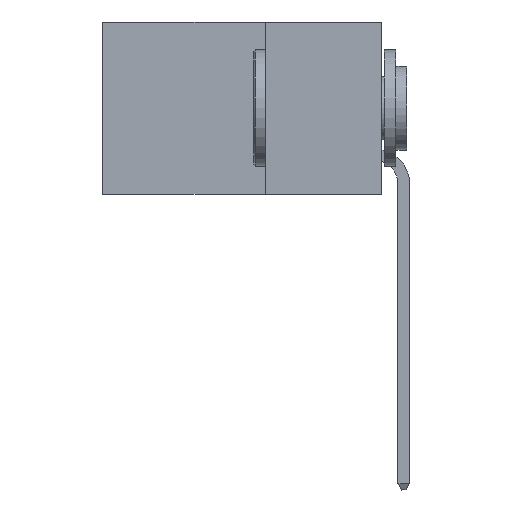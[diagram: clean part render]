
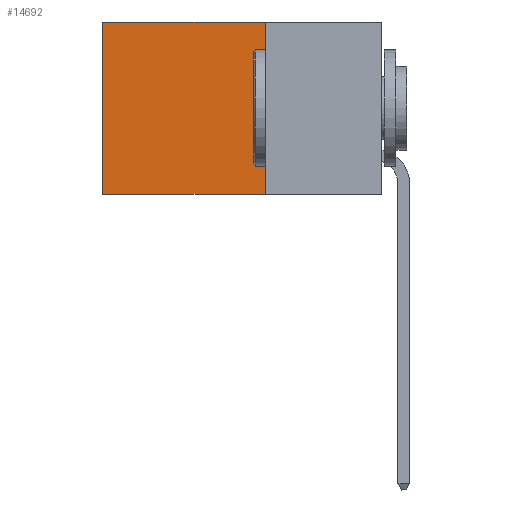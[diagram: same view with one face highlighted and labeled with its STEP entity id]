
A CAD part, left-side view. The second image highlights one B-rep face of the part: STEP entity #14692.
In plain terms, the highlighted planar face has unit normal (-1, 0, 0).
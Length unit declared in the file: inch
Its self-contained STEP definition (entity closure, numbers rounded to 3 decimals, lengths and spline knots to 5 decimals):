
#232 = LINE ( 'NONE', #14543, #3111 ) ;
#1556 = VECTOR ( 'NONE', #16928, 39.37008 ) ;
#2476 = CARTESIAN_POINT ( 'NONE',  ( 0.2875, 0.25, -0.37 ) ) ;
#2703 = CARTESIAN_POINT ( 'NONE',  ( 0.2875, 0.6, 0. ) ) ;
#3111 = VECTOR ( 'NONE', #4500, 39.37008 ) ;
#4189 = EDGE_CURVE ( 'NONE', #16895, #21230, #17816, .T. ) ;
#4500 = DIRECTION ( 'NONE',  ( 0., 0., -1. ) ) ;
#4737 = ORIENTED_EDGE ( 'NONE', *, *, #9406, .T. ) ;
#5558 = EDGE_LOOP ( 'NONE', ( #4737, #15616, #16311, #20380 ) ) ;
#5831 = VECTOR ( 'NONE', #12493, 39.37008 ) ;
#7019 = AXIS2_PLACEMENT_3D ( 'NONE', #18548, #8651, #20078 ) ;
#7382 = CARTESIAN_POINT ( 'NONE',  ( 0.2875, 0.25, 0. ) ) ;
#8651 = DIRECTION ( 'NONE',  ( 1., 0., 0. ) ) ;
#9406 = EDGE_CURVE ( 'NONE', #21230, #18060, #18634, .T. ) ;
#10721 = VERTEX_POINT ( 'NONE', #2476 ) ;
#11868 = CARTESIAN_POINT ( 'NONE',  ( 0.2875, 0.6, 0. ) ) ;
#12198 = CARTESIAN_POINT ( 'NONE',  ( 0.2875, 0.6, -0.37 ) ) ;
#12493 = DIRECTION ( 'NONE',  ( 0., 0., -1. ) ) ;
#12548 = FACE_OUTER_BOUND ( 'NONE', #5558, .T. ) ;
#13569 = CARTESIAN_POINT ( 'NONE',  ( 0.2875, 0.25, -0.37 ) ) ;
#13951 = EDGE_CURVE ( 'NONE', #10721, #18060, #20999, .T. ) ;
#14543 = CARTESIAN_POINT ( 'NONE',  ( 0.2875, 0.25, 0. ) ) ;
#14692 = ADVANCED_FACE ( 'NONE', ( #12548 ), #18479, .F. ) ;
#15504 = EDGE_CURVE ( 'NONE', #16895, #10721, #232, .T. ) ;
#15616 = ORIENTED_EDGE ( 'NONE', *, *, #13951, .F. ) ;
#16311 = ORIENTED_EDGE ( 'NONE', *, *, #15504, .F. ) ;
#16895 = VERTEX_POINT ( 'NONE', #19648 ) ;
#16928 = DIRECTION ( 'NONE',  ( 0., 1., 0. ) ) ;
#17292 = DIRECTION ( 'NONE',  ( 0., 1., 0. ) ) ;
#17816 = LINE ( 'NONE', #7382, #20321 ) ;
#18060 = VERTEX_POINT ( 'NONE', #12198 ) ;
#18479 = PLANE ( 'NONE',  #7019 ) ;
#18548 = CARTESIAN_POINT ( 'NONE',  ( 0.2875, 0.25, 0. ) ) ;
#18634 = LINE ( 'NONE', #2703, #5831 ) ;
#19648 = CARTESIAN_POINT ( 'NONE',  ( 0.2875, 0.25, 0. ) ) ;
#20078 = DIRECTION ( 'NONE',  ( 0., 0., -1. ) ) ;
#20321 = VECTOR ( 'NONE', #17292, 39.37008 ) ;
#20380 = ORIENTED_EDGE ( 'NONE', *, *, #4189, .T. ) ;
#20999 = LINE ( 'NONE', #13569, #1556 ) ;
#21230 = VERTEX_POINT ( 'NONE', #11868 ) ;
